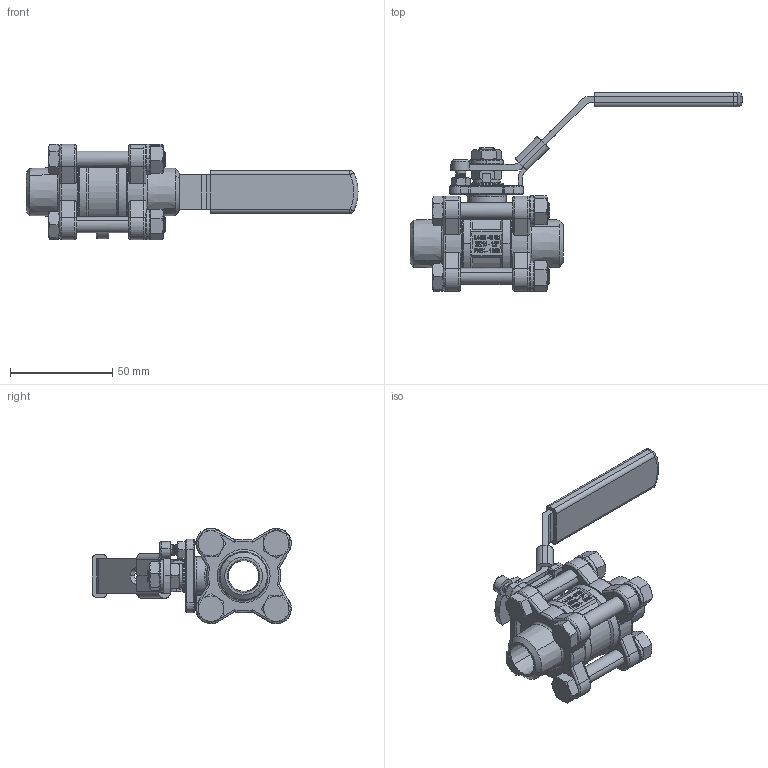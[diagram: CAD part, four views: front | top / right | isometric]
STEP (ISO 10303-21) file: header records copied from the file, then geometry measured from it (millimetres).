
FILE_DESCRIPTION (( 'STEP AP203' ), '1' );
FILE_NAME ('1-32 C對焊盤型華司-V Mark.STEP', '2017-01-09T05:16:31', ( 'user' ), ( '' ), 'SwSTEP 2.0', 'SolidWorks 2005179', '' );
FILE_SCHEMA (( 'CONFIG_CONTROL_DESIGN' ));
Products named in the file (25): T-32C07T0_預設; E-32C0460_預設; G-10C1940_預設; T-20C05T0_預設; T-20C08T3(1)_預設; D-31C720-01_預設; F-10E0361_預設; G-B3CA440_預設; G-20D2640; 1-32 C對焊盤型華司-V Mark; G-16A1741_預設; G-16A1340_預設; G-22C2740_預設; T-22C09T0_預設; G-16A1150_預設; T-20C08T3(3)_預設; T-20C08T3(2)_預設; G-10C2640_預設; C-32C016-SVE盤型華司型_預設; G-31C1840_預設; T-31C06T0_預設; 32A VENTIM 膠套_預設; M-32A2142鎖片_預設; M-32A2142_預設; G-10A1940_預設
Assembly tree (38 placements, depth 2):
  1-32 C對焊盤型華司-V Mark
    G-22C2740_預設
    G-10C1940_預設  x4
    T-31C06T0_預設  x2
    G-31C1840_預設  x4
    M-32A2142_預設
    D-31C720-01_預設  x2
    G-10A1940_預設
    C-32C016-SVE盤型華司型_預設
    G-16A1741_預設  x2
    G-16A1150_預設  x2
    G-10C2640_預設  x4
    E-32C0460_預設
    G-16A1340_預設
    F-10E0361_預設
    T-32C07T0_預設
    T-20C08T3(1)_預設
    T-20C08T3(3)_預設
    G-B3CA440_預設
    M-32A2142鎖片_預設
    T-22C09T0_預設
    T-20C05T0_預設  x2
    G-20D2640
    32A VENTIM 膠套_預設
    T-20C08T3(2)_預設
Bounding box: 162.43 x 97.4 x 46.92 mm (x, y, z)
Volume: 90390.3 mm3; surface area: 65104.8 mm2
Topology: 38 solids, 38 shells, 1941 faces, 4920 edges, 3085 vertices
Faces by surface type: plane 639, cylinder 599, bspline 313, cone 241, torus 97, sphere 52
Entity records: 84164 total; most frequent: CARTESIAN_POINT 48965, ORIENTED_EDGE 7324, DIRECTION 5762, EDGE_CURVE 3662, VERTEX_POINT 2344, AXIS2_PLACEMENT_3D 1968, VECTOR 1826, LINE 1826
